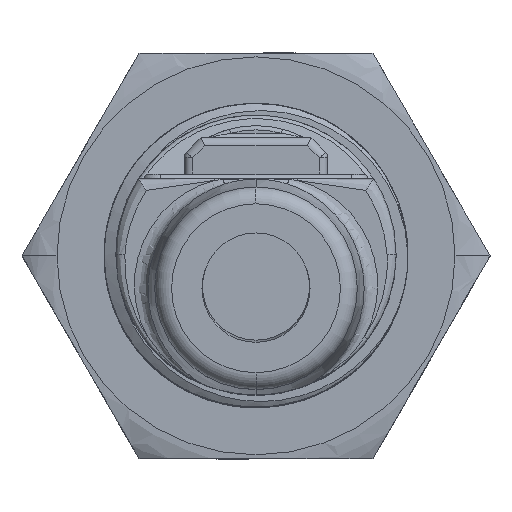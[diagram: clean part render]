
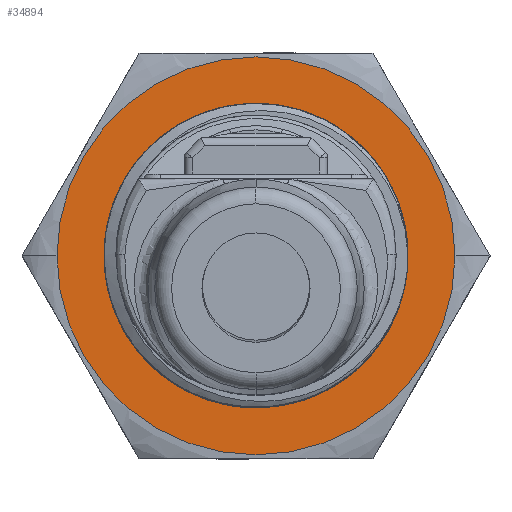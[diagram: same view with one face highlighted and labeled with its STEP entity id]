
A CAD part, top view. The second image highlights one B-rep face of the part: STEP entity #34894.
In plain terms, the highlighted planar face has unit normal (0, 0, 1).
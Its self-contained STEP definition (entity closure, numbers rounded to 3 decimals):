
#34479=CARTESIAN_POINT('',(0.,0.,3.8));
#34480=DIRECTION('',(0.,0.,1.));
#34481=DIRECTION('',(-1.,0.,0.));
#34482=AXIS2_PLACEMENT_3D('',#34479,#34480,#34481);
#34484=CARTESIAN_POINT('',(0.,0.,3.8));
#34485=DIRECTION('',(0.,0.,1.));
#34486=DIRECTION('',(1.,0.,0.));
#34487=AXIS2_PLACEMENT_3D('',#34484,#34485,#34486);
#34489=CARTESIAN_POINT('',(0.,0.,3.8));
#34490=DIRECTION('',(0.,0.,-1.));
#34491=DIRECTION('',(1.,0.,0.));
#34492=AXIS2_PLACEMENT_3D('',#34489,#34490,#34491);
#34494=CARTESIAN_POINT('',(0.,0.,3.8));
#34495=DIRECTION('',(0.,0.,-1.));
#34496=DIRECTION('',(-1.,0.,0.));
#34497=AXIS2_PLACEMENT_3D('',#34494,#34495,#34496);
#34799=CARTESIAN_POINT('',(-8.5,0.,3.8));
#34800=CARTESIAN_POINT('',(8.5,0.,3.8));
#34801=VERTEX_POINT('',#34799);
#34802=VERTEX_POINT('',#34800);
#34821=CARTESIAN_POINT('',(11.783,0.,3.8));
#34822=CARTESIAN_POINT('',(-11.783,0.,3.8));
#34823=VERTEX_POINT('',#34821);
#34824=VERTEX_POINT('',#34822);
#34879=CARTESIAN_POINT('',(0.,0.,3.8));
#34880=DIRECTION('',(0.,0.,1.));
#34881=DIRECTION('',(1.,0.,0.));
#34882=AXIS2_PLACEMENT_3D('',#34879,#34880,#34881);
#34883=PLANE('',#34882);
#34885=ORIENTED_EDGE('',*,*,#34884,.T.);
#34887=ORIENTED_EDGE('',*,*,#34886,.T.);
#34888=EDGE_LOOP('',(#34885,#34887));
#34889=FACE_OUTER_BOUND('',#34888,.F.);
#34890=ORIENTED_EDGE('',*,*,#34859,.T.);
#34891=ORIENTED_EDGE('',*,*,#34873,.T.);
#34892=EDGE_LOOP('',(#34890,#34891));
#34893=FACE_BOUND('',#34892,.F.);
#34894=ADVANCED_FACE('',(#34889,#34893),#34883,.T.);
#34483=CIRCLE('',#34482,8.5);
#34488=CIRCLE('',#34487,8.5);
#34493=CIRCLE('',#34492,11.783);
#34498=CIRCLE('',#34497,11.783);
#34859=EDGE_CURVE('',#34801,#34802,#34483,.T.);
#34873=EDGE_CURVE('',#34802,#34801,#34488,.T.);
#34884=EDGE_CURVE('',#34823,#34824,#34493,.T.);
#34886=EDGE_CURVE('',#34824,#34823,#34498,.T.);
